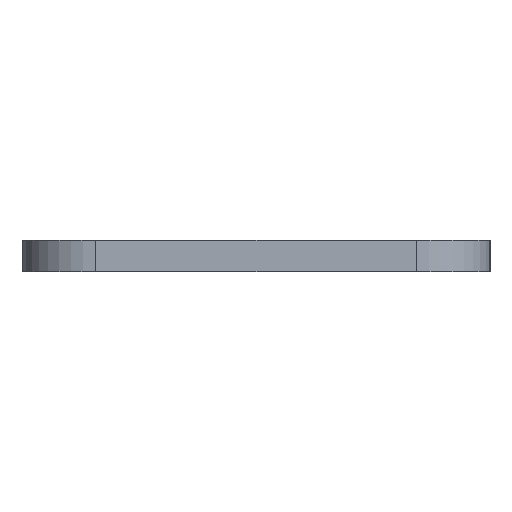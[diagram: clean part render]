
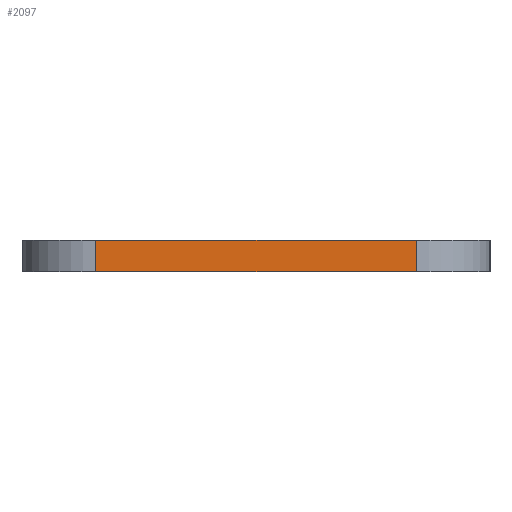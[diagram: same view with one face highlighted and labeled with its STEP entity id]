
A CAD part, left-side view. The second image highlights one B-rep face of the part: STEP entity #2097.
In plain terms, the highlighted planar face has unit normal (-1, 0, 0).
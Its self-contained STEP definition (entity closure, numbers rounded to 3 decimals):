
#84 = PLANE('',#85);
#85 = AXIS2_PLACEMENT_3D('',#86,#87,#88);
#86 = CARTESIAN_POINT('',(137.795,-38.735,1.6));
#87 = DIRECTION('',(0.,0.,1.));
#88 = DIRECTION('',(1.,0.,-0.));
#139 = PLANE('',#140);
#140 = AXIS2_PLACEMENT_3D('',#141,#142,#143);
#141 = CARTESIAN_POINT('',(137.795,-38.735,0.));
#142 = DIRECTION('',(0.,0.,1.));
#143 = DIRECTION('',(1.,0.,-0.));
#194 = CYLINDRICAL_SURFACE('',#195,3.81);
#195 = AXIS2_PLACEMENT_3D('',#196,#197,#198);
#196 = CARTESIAN_POINT('',(66.04,-46.99,0.));
#197 = DIRECTION('',(-0.,-0.,-1.));
#198 = DIRECTION('',(1.,0.,-0.));
#361 = VERTEX_POINT('',#362);
#362 = CARTESIAN_POINT('',(62.23,-30.48,0.));
#377 = CYLINDRICAL_SURFACE('',#378,3.81);
#378 = AXIS2_PLACEMENT_3D('',#379,#380,#381);
#379 = CARTESIAN_POINT('',(66.04,-30.48,0.));
#380 = DIRECTION('',(-0.,-0.,-1.));
#381 = DIRECTION('',(1.,0.,-0.));
#389 = EDGE_CURVE('',#390,#361,#392,.T.);
#390 = VERTEX_POINT('',#391);
#391 = CARTESIAN_POINT('',(62.23,-46.99,0.));
#392 = SURFACE_CURVE('',#393,(#397,#404),.PCURVE_S1.);
#393 = LINE('',#394,#395);
#394 = CARTESIAN_POINT('',(62.23,-46.99,0.));
#395 = VECTOR('',#396,1.);
#396 = DIRECTION('',(0.,1.,0.));
#397 = PCURVE('',#139,#398);
#398 = DEFINITIONAL_REPRESENTATION('',(#399),#403);
#399 = LINE('',#400,#401);
#400 = CARTESIAN_POINT('',(-75.565,-8.255));
#401 = VECTOR('',#402,1.);
#402 = DIRECTION('',(0.,1.));
#403 = ( GEOMETRIC_REPRESENTATION_CONTEXT(2) 
PARAMETRIC_REPRESENTATION_CONTEXT() REPRESENTATION_CONTEXT('2D SPACE',''
  ) );
#404 = PCURVE('',#405,#410);
#405 = PLANE('',#406);
#406 = AXIS2_PLACEMENT_3D('',#407,#408,#409);
#407 = CARTESIAN_POINT('',(62.23,-46.99,0.));
#408 = DIRECTION('',(-1.,0.,0.));
#409 = DIRECTION('',(0.,1.,0.));
#410 = DEFINITIONAL_REPRESENTATION('',(#411),#415);
#411 = LINE('',#412,#413);
#412 = CARTESIAN_POINT('',(0.,0.));
#413 = VECTOR('',#414,1.);
#414 = DIRECTION('',(1.,0.));
#415 = ( GEOMETRIC_REPRESENTATION_CONTEXT(2) 
PARAMETRIC_REPRESENTATION_CONTEXT() REPRESENTATION_CONTEXT('2D SPACE',''
  ) );
#1299 = VERTEX_POINT('',#1300);
#1300 = CARTESIAN_POINT('',(62.23,-30.48,1.6));
#1322 = EDGE_CURVE('',#1323,#1299,#1325,.T.);
#1323 = VERTEX_POINT('',#1324);
#1324 = CARTESIAN_POINT('',(62.23,-46.99,1.6));
#1325 = SURFACE_CURVE('',#1326,(#1330,#1337),.PCURVE_S1.);
#1326 = LINE('',#1327,#1328);
#1327 = CARTESIAN_POINT('',(62.23,-46.99,1.6));
#1328 = VECTOR('',#1329,1.);
#1329 = DIRECTION('',(0.,1.,0.));
#1330 = PCURVE('',#84,#1331);
#1331 = DEFINITIONAL_REPRESENTATION('',(#1332),#1336);
#1332 = LINE('',#1333,#1334);
#1333 = CARTESIAN_POINT('',(-75.565,-8.255));
#1334 = VECTOR('',#1335,1.);
#1335 = DIRECTION('',(0.,1.));
#1336 = ( GEOMETRIC_REPRESENTATION_CONTEXT(2) 
PARAMETRIC_REPRESENTATION_CONTEXT() REPRESENTATION_CONTEXT('2D SPACE',''
  ) );
#1337 = PCURVE('',#405,#1338);
#1338 = DEFINITIONAL_REPRESENTATION('',(#1339),#1343);
#1339 = LINE('',#1340,#1341);
#1340 = CARTESIAN_POINT('',(0.,-1.6));
#1341 = VECTOR('',#1342,1.);
#1342 = DIRECTION('',(1.,0.));
#1343 = ( GEOMETRIC_REPRESENTATION_CONTEXT(2) 
PARAMETRIC_REPRESENTATION_CONTEXT() REPRESENTATION_CONTEXT('2D SPACE',''
  ) );
#2047 = EDGE_CURVE('',#390,#1323,#2048,.T.);
#2048 = SURFACE_CURVE('',#2049,(#2053,#2060),.PCURVE_S1.);
#2049 = LINE('',#2050,#2051);
#2050 = CARTESIAN_POINT('',(62.23,-46.99,0.));
#2051 = VECTOR('',#2052,1.);
#2052 = DIRECTION('',(0.,0.,1.));
#2053 = PCURVE('',#194,#2054);
#2054 = DEFINITIONAL_REPRESENTATION('',(#2055),#2059);
#2055 = LINE('',#2056,#2057);
#2056 = CARTESIAN_POINT('',(-3.142,0.));
#2057 = VECTOR('',#2058,1.);
#2058 = DIRECTION('',(-0.,-1.));
#2059 = ( GEOMETRIC_REPRESENTATION_CONTEXT(2) 
PARAMETRIC_REPRESENTATION_CONTEXT() REPRESENTATION_CONTEXT('2D SPACE',''
  ) );
#2060 = PCURVE('',#405,#2061);
#2061 = DEFINITIONAL_REPRESENTATION('',(#2062),#2066);
#2062 = LINE('',#2063,#2064);
#2063 = CARTESIAN_POINT('',(0.,0.));
#2064 = VECTOR('',#2065,1.);
#2065 = DIRECTION('',(0.,-1.));
#2066 = ( GEOMETRIC_REPRESENTATION_CONTEXT(2) 
PARAMETRIC_REPRESENTATION_CONTEXT() REPRESENTATION_CONTEXT('2D SPACE',''
  ) );
#2097 = ADVANCED_FACE('',(#2098),#405,.T.);
#2098 = FACE_BOUND('',#2099,.T.);
#2099 = EDGE_LOOP('',(#2100,#2101,#2102,#2123));
#2100 = ORIENTED_EDGE('',*,*,#2047,.T.);
#2101 = ORIENTED_EDGE('',*,*,#1322,.T.);
#2102 = ORIENTED_EDGE('',*,*,#2103,.F.);
#2103 = EDGE_CURVE('',#361,#1299,#2104,.T.);
#2104 = SURFACE_CURVE('',#2105,(#2109,#2116),.PCURVE_S1.);
#2105 = LINE('',#2106,#2107);
#2106 = CARTESIAN_POINT('',(62.23,-30.48,0.));
#2107 = VECTOR('',#2108,1.);
#2108 = DIRECTION('',(0.,0.,1.));
#2109 = PCURVE('',#405,#2110);
#2110 = DEFINITIONAL_REPRESENTATION('',(#2111),#2115);
#2111 = LINE('',#2112,#2113);
#2112 = CARTESIAN_POINT('',(16.51,0.));
#2113 = VECTOR('',#2114,1.);
#2114 = DIRECTION('',(0.,-1.));
#2115 = ( GEOMETRIC_REPRESENTATION_CONTEXT(2) 
PARAMETRIC_REPRESENTATION_CONTEXT() REPRESENTATION_CONTEXT('2D SPACE',''
  ) );
#2116 = PCURVE('',#377,#2117);
#2117 = DEFINITIONAL_REPRESENTATION('',(#2118),#2122);
#2118 = LINE('',#2119,#2120);
#2119 = CARTESIAN_POINT('',(-3.142,0.));
#2120 = VECTOR('',#2121,1.);
#2121 = DIRECTION('',(-0.,-1.));
#2122 = ( GEOMETRIC_REPRESENTATION_CONTEXT(2) 
PARAMETRIC_REPRESENTATION_CONTEXT() REPRESENTATION_CONTEXT('2D SPACE',''
  ) );
#2123 = ORIENTED_EDGE('',*,*,#389,.F.);
